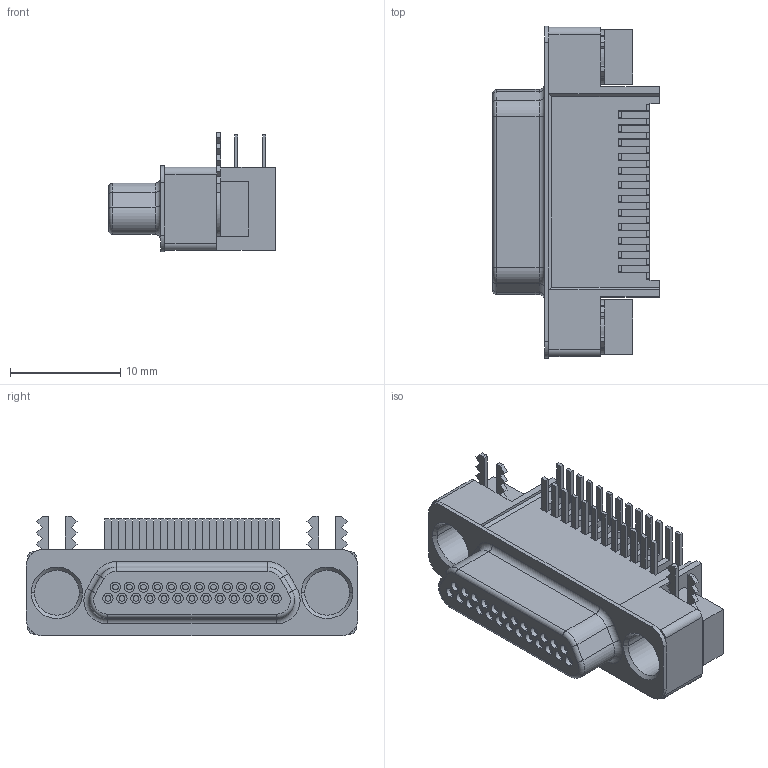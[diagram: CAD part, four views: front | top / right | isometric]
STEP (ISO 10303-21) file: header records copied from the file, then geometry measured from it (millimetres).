
FILE_DESCRIPTION((''),'2;1');
FILE_NAME('836149014','2014-05-30T',('me'),(''),'PRO/ENGINEER BY PARAMETRIC TECHNOLOGY CORPORATION, 2011490','PRO/ENGINEER BY PARAMETRIC TECHNOLOGY CORPORATION, 2011490','');
FILE_SCHEMA(('CONFIG_CONTROL_DESIGN'));
Length unit declared in the file: inch
Products named in the file (1): 836149014
Bounding box: 15.14 x 30.1 x 10.87 mm (x, y, z)
Volume: 2050.6 mm3; surface area: 2375.3 mm2
Topology: 1 solids, 1 shells, 448 faces, 1184 edges, 830 vertices
Faces by surface type: plane 304, cylinder 132, torus 8, cone 4
Entity records: 13741 total; most frequent: DIRECTION 2434, CARTESIAN_POINT 2343, ORIENTED_EDGE 2182, EDGE_CURVE 1091, VECTOR 832, LINE 832, AXIS2_PLACEMENT_3D 801, VERTEX_POINT 710
